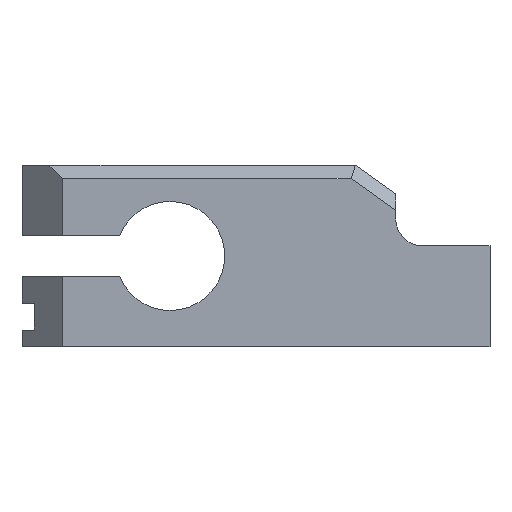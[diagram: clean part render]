
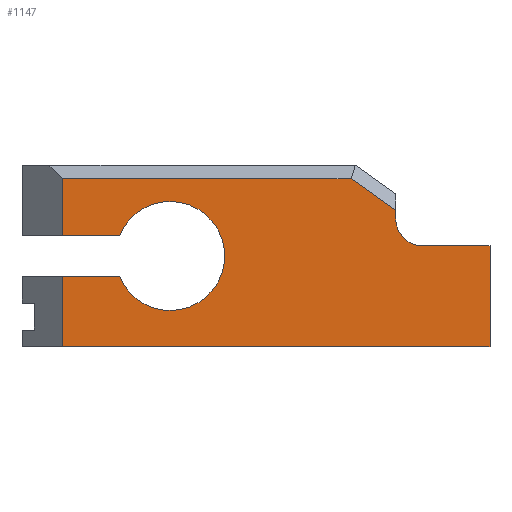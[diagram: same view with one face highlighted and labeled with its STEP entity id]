
A CAD part, front view. The second image highlights one B-rep face of the part: STEP entity #1147.
In plain terms, the highlighted planar face has unit normal (0, -1, 0).
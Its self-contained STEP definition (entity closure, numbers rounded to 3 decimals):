
#51=CIRCLE('',#1239,4.05);
#52=CIRCLE('',#1244,2.);
#105=FACE_OUTER_BOUND('',#171,.T.);
#171=EDGE_LOOP('',(#947,#948,#949,#950,#951,#952,#953,#954,#955,#956,#957,
#958));
#257=LINE('',#1713,#393);
#267=LINE('',#1742,#403);
#275=LINE('',#1758,#411);
#287=LINE('',#1804,#423);
#294=LINE('',#1839,#430);
#303=LINE('',#1865,#439);
#304=LINE('',#1867,#440);
#305=LINE('',#1868,#441);
#306=LINE('',#1870,#442);
#307=LINE('',#1871,#443);
#393=VECTOR('',#1381,1000.);
#403=VECTOR('',#1407,1000.);
#411=VECTOR('',#1421,10.);
#423=VECTOR('',#1451,1000.);
#430=VECTOR('',#1472,1000.);
#439=VECTOR('',#1503,1000.);
#440=VECTOR('',#1504,1000.);
#441=VECTOR('',#1505,1000.);
#442=VECTOR('',#1506,1000.);
#443=VECTOR('',#1507,1000.);
#521=VERTEX_POINT('',#1711);
#522=VERTEX_POINT('',#1712);
#532=VERTEX_POINT('',#1739);
#533=VERTEX_POINT('',#1741);
#538=VERTEX_POINT('',#1756);
#549=VERTEX_POINT('',#1802);
#555=VERTEX_POINT('',#1836);
#556=VERTEX_POINT('',#1838);
#557=VERTEX_POINT('',#1846);
#562=VERTEX_POINT('',#1864);
#563=VERTEX_POINT('',#1866);
#564=VERTEX_POINT('',#1869);
#642=EDGE_CURVE('',#521,#522,#257,.T.);
#657=EDGE_CURVE('',#532,#533,#267,.T.);
#666=EDGE_CURVE('',#538,#532,#275,.T.);
#683=EDGE_CURVE('',#538,#549,#287,.T.);
#695=EDGE_CURVE('',#555,#556,#294,.T.);
#700=EDGE_CURVE('',#521,#557,#51,.T.);
#707=EDGE_CURVE('',#549,#556,#52,.T.);
#708=EDGE_CURVE('',#555,#562,#303,.T.);
#709=EDGE_CURVE('',#562,#563,#304,.T.);
#710=EDGE_CURVE('',#563,#522,#305,.T.);
#711=EDGE_CURVE('',#557,#564,#306,.T.);
#712=EDGE_CURVE('',#564,#533,#307,.T.);
#947=ORIENTED_EDGE('',*,*,#683,.T.);
#948=ORIENTED_EDGE('',*,*,#707,.T.);
#949=ORIENTED_EDGE('',*,*,#695,.F.);
#950=ORIENTED_EDGE('',*,*,#708,.T.);
#951=ORIENTED_EDGE('',*,*,#709,.T.);
#952=ORIENTED_EDGE('',*,*,#710,.T.);
#953=ORIENTED_EDGE('',*,*,#642,.F.);
#954=ORIENTED_EDGE('',*,*,#700,.T.);
#955=ORIENTED_EDGE('',*,*,#711,.T.);
#956=ORIENTED_EDGE('',*,*,#712,.T.);
#957=ORIENTED_EDGE('',*,*,#657,.F.);
#958=ORIENTED_EDGE('',*,*,#666,.F.);
#1089=PLANE('',#1243);
#1147=ADVANCED_FACE('',(#105),#1089,.T.);
#1239=AXIS2_PLACEMENT_3D('',#1848,#1485,#1486);
#1243=AXIS2_PLACEMENT_3D('',#1862,#1499,#1500);
#1244=AXIS2_PLACEMENT_3D('',#1863,#1501,#1502);
#1381=DIRECTION('',(-1.,0.,0.));
#1407=DIRECTION('',(-1.,0.,0.));
#1421=DIRECTION('',(0.,0.,-1.));
#1451=DIRECTION('',(-1.,0.,0.));
#1472=DIRECTION('',(0.,0.,-1.));
#1485=DIRECTION('center_axis',(0.,1.,0.));
#1486=DIRECTION('ref_axis',(0.,0.,1.));
#1499=DIRECTION('center_axis',(0.,-1.,0.));
#1500=DIRECTION('ref_axis',(0.,0.,-1.));
#1501=DIRECTION('center_axis',(0.,1.,0.));
#1502=DIRECTION('ref_axis',(0.,0.,-1.));
#1503=DIRECTION('',(-0.815,0.,0.579));
#1504=DIRECTION('',(-1.,0.,0.));
#1505=DIRECTION('',(0.,0.,-1.));
#1506=DIRECTION('',(-1.,0.,0.));
#1507=DIRECTION('',(0.,0.,-1.));
#1711=CARTESIAN_POINT('',(-13.762,0.,1.5));
#1712=CARTESIAN_POINT('',(-18.,0.,1.5));
#1713=CARTESIAN_POINT('',(-11.,0.,1.5));
#1739=CARTESIAN_POINT('',(13.75,0.,-6.75));
#1741=CARTESIAN_POINT('',(-18.,0.,-6.75));
#1742=CARTESIAN_POINT('',(-6.75,0.,-6.75));
#1756=CARTESIAN_POINT('',(13.75,0.,0.75));
#1758=CARTESIAN_POINT('',(13.75,0.,0.375));
#1802=CARTESIAN_POINT('',(8.75,0.,0.75));
#1804=CARTESIAN_POINT('',(4.1,0.,0.75));
#1836=CARTESIAN_POINT('',(6.75,0.,3.393));
#1838=CARTESIAN_POINT('',(6.75,0.,2.75));
#1839=CARTESIAN_POINT('',(6.75,0.,6.75));
#1846=CARTESIAN_POINT('',(-13.762,0.,-1.5));
#1848=CARTESIAN_POINT('Origin',(-10.,0.,0.));
#1862=CARTESIAN_POINT('Origin',(0.,0.,0.));
#1863=CARTESIAN_POINT('Origin',(8.75,0.,2.75));
#1864=CARTESIAN_POINT('',(3.431,0.,5.75));
#1865=CARTESIAN_POINT('',(3.171,0.,5.935));
#1866=CARTESIAN_POINT('',(-18.,0.,5.75));
#1867=CARTESIAN_POINT('',(-8.,0.,5.75));
#1868=CARTESIAN_POINT('',(-18.,0.,0.));
#1869=CARTESIAN_POINT('',(-18.,0.,-1.5));
#1870=CARTESIAN_POINT('',(-11.,0.,-1.5));
#1871=CARTESIAN_POINT('',(-18.,0.,0.));
